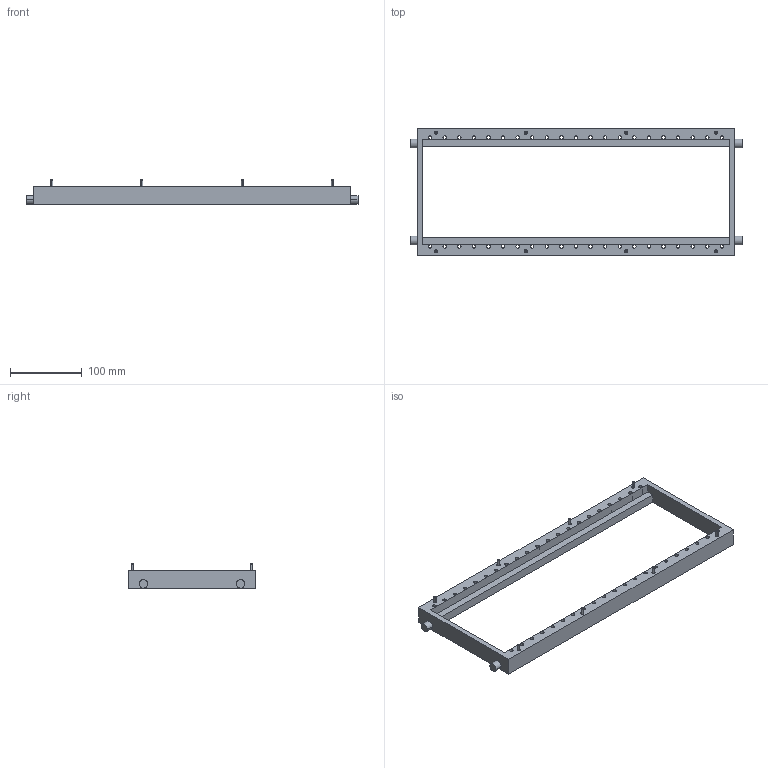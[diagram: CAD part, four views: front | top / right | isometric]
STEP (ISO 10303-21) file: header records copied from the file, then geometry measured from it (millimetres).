
FILE_DESCRIPTION (( 'STEP AP203' ), '1' );
FILE_NAME ('INGUN_115205.STEP', '2023-07-07T08:13:28', ( '' ), ( '' ), 'SwSTEP 2.0', 'SolidWorks 2021', '' );
FILE_SCHEMA (( 'CONFIG_CONTROL_DESIGN' ));
Length unit declared in the file: millimetre
Products named in the file (4): DIN912~n_M03,0x030; 34068~0_S; INGUN_115205; DIN125~n_03,2 M03,0
Assembly tree (17 placements, depth 2):
  INGUN_115205
    34068~0_S
    DIN912~n_M03,0x030  x8
    DIN125~n_03,2 M03,0  x8
Bounding box: 462 x 177 x 33.8 mm (x, y, z)
Volume: 486543 mm3; surface area: 131012.9 mm2
Topology: 19 solids, 19 shells, 433 faces, 1080 edges, 710 vertices
Faces by surface type: cylinder 324, plane 77, cone 32
Entity records: 7077 total; most frequent: DIRECTION 1219, CARTESIAN_POINT 1039, ORIENTED_EDGE 998, AXIS2_PLACEMENT_3D 512, EDGE_CURVE 499, VERTEX_POINT 332, CIRCLE 304, EDGE_LOOP 303
